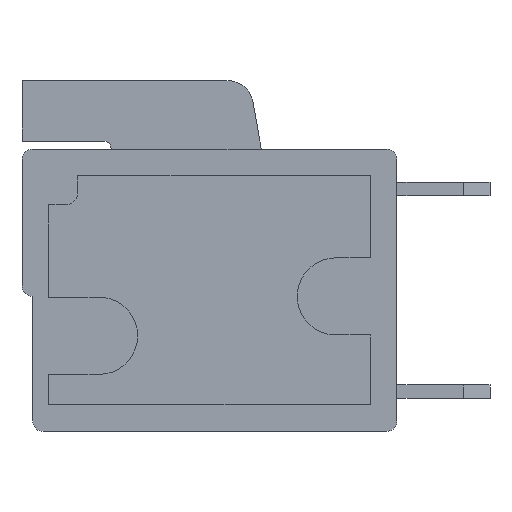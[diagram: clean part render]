
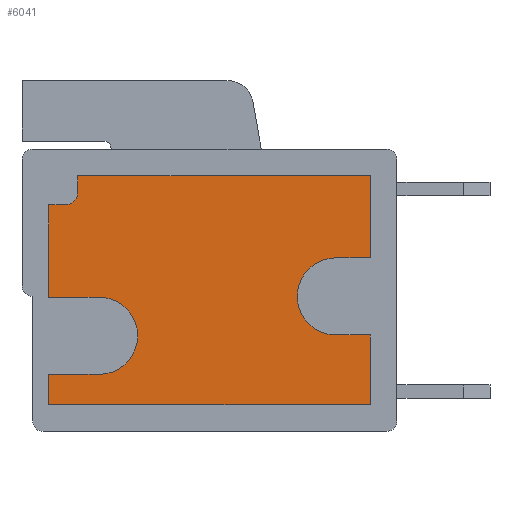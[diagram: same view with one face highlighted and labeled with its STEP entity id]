
A CAD part, left-side view. The second image highlights one B-rep face of the part: STEP entity #6041.
In plain terms, the highlighted planar face has unit normal (-1, 0, 0).
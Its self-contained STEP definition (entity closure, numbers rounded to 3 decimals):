
#66 = ORIENTED_EDGE ( 'NONE', *, *, #2592, .T. ) ;
#121 = VECTOR ( 'NONE', #6045, 1000. ) ;
#263 = CARTESIAN_POINT ( 'NONE',  ( 1.5, 11.2, -9.6 ) ) ;
#325 = DIRECTION ( 'NONE',  ( 0., 0., 1. ) ) ;
#339 = ORIENTED_EDGE ( 'NONE', *, *, #477, .F. ) ;
#396 = ORIENTED_EDGE ( 'NONE', *, *, #4819, .F. ) ;
#411 = VECTOR ( 'NONE', #1129, 1000. ) ;
#412 = CARTESIAN_POINT ( 'NONE',  ( 1.5, 12.5, -4.18 ) ) ;
#444 = DIRECTION ( 'NONE',  ( 0., -1., 0. ) ) ;
#477 = EDGE_CURVE ( 'NONE', #3874, #6995, #2005, .T. ) ;
#480 = DIRECTION ( 'NONE',  ( 0., 0., -1. ) ) ;
#486 = CARTESIAN_POINT ( 'NONE',  ( 1.5, 12., -3.58 ) ) ;
#520 = LINE ( 'NONE', #2179, #3396 ) ;
#526 = AXIS2_PLACEMENT_3D ( 'NONE', #263, #2572, #6108 ) ;
#542 = ORIENTED_EDGE ( 'NONE', *, *, #1597, .T. ) ;
#786 = VERTEX_POINT ( 'NONE', #4475 ) ;
#833 = CARTESIAN_POINT ( 'NONE',  ( 1.5, 0., -9.57 ) ) ;
#973 = EDGE_CURVE ( 'NONE', #6995, #982, #4910, .T. ) ;
#982 = VERTEX_POINT ( 'NONE', #4346 ) ;
#1062 = VERTEX_POINT ( 'NONE', #6939 ) ;
#1120 = CARTESIAN_POINT ( 'NONE',  ( 1.5, 1., -3.58 ) ) ;
#1129 = DIRECTION ( 'NONE',  ( 0., 1., 0. ) ) ;
#1219 = ORIENTED_EDGE ( 'NONE', *, *, #7450, .F. ) ;
#1323 = AXIS2_PLACEMENT_3D ( 'NONE', #4409, #4520, #5533 ) ;
#1328 = VECTOR ( 'NONE', #6798, 1000. ) ;
#1340 = PLANE ( 'NONE',  #6664 ) ;
#1597 = EDGE_CURVE ( 'NONE', #1704, #1062, #4897, .T. ) ;
#1699 = VECTOR ( 'NONE', #3137, 1000. ) ;
#1704 = VERTEX_POINT ( 'NONE', #4077 ) ;
#1961 = DIRECTION ( 'NONE',  ( -1., 0., 0. ) ) ;
#1966 = CARTESIAN_POINT ( 'NONE',  ( 1.5, 12., -4.18 ) ) ;
#2005 = LINE ( 'NONE', #3792, #6352 ) ;
#2020 = VERTEX_POINT ( 'NONE', #4203 ) ;
#2030 = DIRECTION ( 'NONE',  ( 0., -1., 0. ) ) ;
#2083 = LINE ( 'NONE', #4399, #1328 ) ;
#2138 = CARTESIAN_POINT ( 'NONE',  ( 1.5, 0., -3.58 ) ) ;
#2148 = EDGE_CURVE ( 'NONE', #7273, #4066, #3882, .T. ) ;
#2179 = CARTESIAN_POINT ( 'NONE',  ( 1.5, 12., 0. ) ) ;
#2229 = CARTESIAN_POINT ( 'NONE',  ( 1.5, 0., -6.67 ) ) ;
#2248 = LINE ( 'NONE', #6216, #7381 ) ;
#2373 = VERTEX_POINT ( 'NONE', #1966 ) ;
#2572 = DIRECTION ( 'NONE',  ( -1., 0., 0. ) ) ;
#2592 = EDGE_CURVE ( 'NONE', #786, #2020, #2083, .T. ) ;
#2649 = DIRECTION ( 'NONE',  ( 0., 0., 1. ) ) ;
#2742 = CARTESIAN_POINT ( 'NONE',  ( 1.5, 2.3, -9.57 ) ) ;
#2855 = DIRECTION ( 'NONE',  ( 0., 0., 1. ) ) ;
#3014 = CARTESIAN_POINT ( 'NONE',  ( 1.5, 13.1, -4.68 ) ) ;
#3047 = CARTESIAN_POINT ( 'NONE',  ( 1.5, 13.1, -11.05 ) ) ;
#3059 = CARTESIAN_POINT ( 'NONE',  ( 1.5, 2.3, -6.67 ) ) ;
#3093 = VERTEX_POINT ( 'NONE', #1120 ) ;
#3098 = VERTEX_POINT ( 'NONE', #4572 ) ;
#3137 = DIRECTION ( 'NONE',  ( 0., 1., 0. ) ) ;
#3233 = EDGE_LOOP ( 'NONE', ( #5201, #4772, #3463, #3724, #66, #1219, #3266, #339, #4704, #542, #6136, #3835, #396, #3384, #4186 ) ) ;
#3234 = DIRECTION ( 'NONE',  ( 0., -1., 0. ) ) ;
#3266 = ORIENTED_EDGE ( 'NONE', *, *, #973, .F. ) ;
#3316 = EDGE_CURVE ( 'NONE', #6250, #3093, #4341, .T. ) ;
#3342 = EDGE_CURVE ( 'NONE', #6058, #3093, #4387, .T. ) ;
#3384 = ORIENTED_EDGE ( 'NONE', *, *, #3342, .T. ) ;
#3392 = EDGE_CURVE ( 'NONE', #3874, #1704, #2248, .T. ) ;
#3396 = VECTOR ( 'NONE', #480, 1000. ) ;
#3463 = ORIENTED_EDGE ( 'NONE', *, *, #6601, .F. ) ;
#3701 = FACE_OUTER_BOUND ( 'NONE', #3233, .T. ) ;
#3724 = ORIENTED_EDGE ( 'NONE', *, *, #6298, .F. ) ;
#3792 = CARTESIAN_POINT ( 'NONE',  ( 1.5, 13.1, 0. ) ) ;
#3835 = ORIENTED_EDGE ( 'NONE', *, *, #2148, .F. ) ;
#3874 = VERTEX_POINT ( 'NONE', #5732 ) ;
#3882 = CIRCLE ( 'NONE', #1323, 1.45 ) ;
#4031 = VERTEX_POINT ( 'NONE', #3014 ) ;
#4066 = VERTEX_POINT ( 'NONE', #2742 ) ;
#4077 = CARTESIAN_POINT ( 'NONE',  ( 1.5, 1., -12.2 ) ) ;
#4186 = ORIENTED_EDGE ( 'NONE', *, *, #3316, .F. ) ;
#4203 = CARTESIAN_POINT ( 'NONE',  ( 1.5, 11.2, -8.15 ) ) ;
#4274 = DIRECTION ( 'NONE',  ( 0., 0., 1. ) ) ;
#4341 = LINE ( 'NONE', #2138, #6029 ) ;
#4346 = CARTESIAN_POINT ( 'NONE',  ( 1.5, 11.2, -11.05 ) ) ;
#4387 = LINE ( 'NONE', #4451, #5573 ) ;
#4399 = CARTESIAN_POINT ( 'NONE',  ( 1.5, 0., -8.15 ) ) ;
#4409 = CARTESIAN_POINT ( 'NONE',  ( 1.5, 2.3, -8.12 ) ) ;
#4451 = CARTESIAN_POINT ( 'NONE',  ( 1.5, 1., 0. ) ) ;
#4475 = CARTESIAN_POINT ( 'NONE',  ( 1.5, 13.1, -8.15 ) ) ;
#4520 = DIRECTION ( 'NONE',  ( -1., 0., 0. ) ) ;
#4572 = CARTESIAN_POINT ( 'NONE',  ( 1.5, 12.5, -4.68 ) ) ;
#4704 = ORIENTED_EDGE ( 'NONE', *, *, #3392, .T. ) ;
#4772 = ORIENTED_EDGE ( 'NONE', *, *, #5516, .T. ) ;
#4819 = EDGE_CURVE ( 'NONE', #6058, #7273, #7401, .T. ) ;
#4874 = CARTESIAN_POINT ( 'NONE',  ( 1.5, 0., -4.68 ) ) ;
#4897 = LINE ( 'NONE', #7147, #121 ) ;
#4910 = LINE ( 'NONE', #7198, #5655 ) ;
#5086 = VECTOR ( 'NONE', #5700, 1000. ) ;
#5201 = ORIENTED_EDGE ( 'NONE', *, *, #6675, .T. ) ;
#5516 = EDGE_CURVE ( 'NONE', #2373, #3098, #5692, .T. ) ;
#5533 = DIRECTION ( 'NONE',  ( 0., 0., 1. ) ) ;
#5573 = VECTOR ( 'NONE', #325, 1000. ) ;
#5655 = VECTOR ( 'NONE', #2030, 1000. ) ;
#5660 = CARTESIAN_POINT ( 'NONE',  ( 1.5, 13.1, 0. ) ) ;
#5692 = CIRCLE ( 'NONE', #6895, 0.5 ) ;
#5700 = DIRECTION ( 'NONE',  ( 0., 0., 1. ) ) ;
#5732 = CARTESIAN_POINT ( 'NONE',  ( 1.5, 13.1, -12.2 ) ) ;
#5737 = EDGE_CURVE ( 'NONE', #1062, #4066, #5752, .T. ) ;
#5752 = LINE ( 'NONE', #833, #1699 ) ;
#5987 = CARTESIAN_POINT ( 'NONE',  ( 1.5, 1., -6.67 ) ) ;
#6029 = VECTOR ( 'NONE', #3234, 1000. ) ;
#6041 = ADVANCED_FACE ( 'NONE', ( #3701 ), #1340, .T. ) ;
#6045 = DIRECTION ( 'NONE',  ( 0., 0., 1. ) ) ;
#6058 = VERTEX_POINT ( 'NONE', #5987 ) ;
#6064 = LINE ( 'NONE', #4874, #7361 ) ;
#6108 = DIRECTION ( 'NONE',  ( 0., 0., 1. ) ) ;
#6136 = ORIENTED_EDGE ( 'NONE', *, *, #5737, .T. ) ;
#6216 = CARTESIAN_POINT ( 'NONE',  ( 1.5, 0., -12.2 ) ) ;
#6220 = DIRECTION ( 'NONE',  ( 1., 0., 0. ) ) ;
#6250 = VERTEX_POINT ( 'NONE', #486 ) ;
#6298 = EDGE_CURVE ( 'NONE', #786, #4031, #7462, .T. ) ;
#6352 = VECTOR ( 'NONE', #2649, 1000. ) ;
#6601 = EDGE_CURVE ( 'NONE', #4031, #3098, #6064, .T. ) ;
#6664 = AXIS2_PLACEMENT_3D ( 'NONE', #7057, #1961, #4274 ) ;
#6675 = EDGE_CURVE ( 'NONE', #6250, #2373, #520, .T. ) ;
#6676 = DIRECTION ( 'NONE',  ( 0., -1., 0. ) ) ;
#6798 = DIRECTION ( 'NONE',  ( 0., -1., 0. ) ) ;
#6895 = AXIS2_PLACEMENT_3D ( 'NONE', #412, #6220, #2855 ) ;
#6939 = CARTESIAN_POINT ( 'NONE',  ( 1.5, 1., -9.57 ) ) ;
#6995 = VERTEX_POINT ( 'NONE', #3047 ) ;
#7033 = CIRCLE ( 'NONE', #526, 1.45 ) ;
#7057 = CARTESIAN_POINT ( 'NONE',  ( 1.5, 0., 0. ) ) ;
#7147 = CARTESIAN_POINT ( 'NONE',  ( 1.5, 1., 0. ) ) ;
#7198 = CARTESIAN_POINT ( 'NONE',  ( 1.5, 0., -11.05 ) ) ;
#7273 = VERTEX_POINT ( 'NONE', #3059 ) ;
#7361 = VECTOR ( 'NONE', #6676, 1000. ) ;
#7381 = VECTOR ( 'NONE', #444, 1000. ) ;
#7401 = LINE ( 'NONE', #2229, #411 ) ;
#7450 = EDGE_CURVE ( 'NONE', #982, #2020, #7033, .T. ) ;
#7462 = LINE ( 'NONE', #5660, #5086 ) ;
